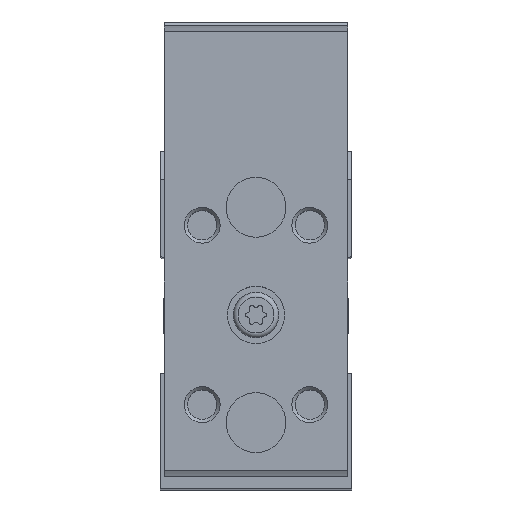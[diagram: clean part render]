
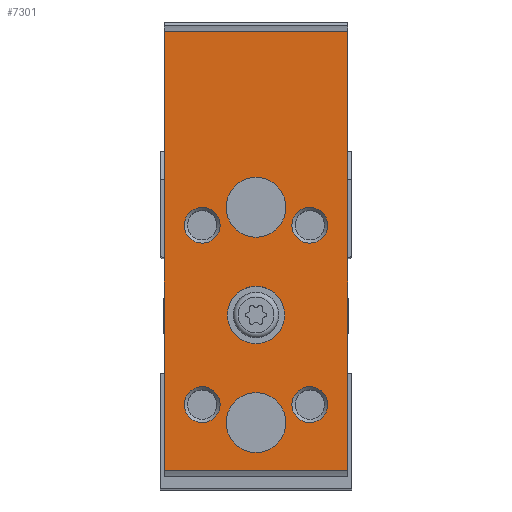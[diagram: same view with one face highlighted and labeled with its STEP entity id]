
A CAD part, top view. The second image highlights one B-rep face of the part: STEP entity #7301.
In plain terms, the highlighted planar face has unit normal (0, 0, 1).
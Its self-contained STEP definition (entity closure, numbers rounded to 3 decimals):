
#459=CIRCLE('',#7889,2.4);
#460=CIRCLE('',#7890,2.5);
#461=CIRCLE('',#7891,2.5);
#462=CIRCLE('',#7892,1.5);
#463=CIRCLE('',#7893,1.5);
#464=CIRCLE('',#7894,1.5);
#465=CIRCLE('',#7895,1.5);
#1580=ORIENTED_EDGE('',*,*,#2734,.T.);
#1581=ORIENTED_EDGE('',*,*,#2735,.T.);
#1582=ORIENTED_EDGE('',*,*,#2736,.T.);
#1583=ORIENTED_EDGE('',*,*,#2737,.F.);
#1584=ORIENTED_EDGE('',*,*,#2738,.F.);
#1585=ORIENTED_EDGE('',*,*,#2739,.F.);
#1586=ORIENTED_EDGE('',*,*,#2740,.F.);
#1587=ORIENTED_EDGE('',*,*,#2741,.T.);
#1588=ORIENTED_EDGE('',*,*,#2742,.F.);
#1589=ORIENTED_EDGE('',*,*,#2743,.F.);
#1590=ORIENTED_EDGE('',*,*,#2744,.T.);
#2734=EDGE_CURVE('',#3409,#3409,#459,.T.);
#2735=EDGE_CURVE('',#3410,#3410,#460,.T.);
#2736=EDGE_CURVE('',#3411,#3411,#461,.T.);
#2737=EDGE_CURVE('',#3412,#3412,#462,.T.);
#2738=EDGE_CURVE('',#3413,#3413,#463,.T.);
#2739=EDGE_CURVE('',#3414,#3414,#464,.T.);
#2740=EDGE_CURVE('',#3415,#3415,#465,.T.);
#2741=EDGE_CURVE('',#3416,#3417,#3916,.T.);
#2742=EDGE_CURVE('',#3418,#3417,#3917,.T.);
#2743=EDGE_CURVE('',#3419,#3418,#3918,.T.);
#2744=EDGE_CURVE('',#3419,#3416,#3919,.T.);
#3409=VERTEX_POINT('',#11279);
#3410=VERTEX_POINT('',#11281);
#3411=VERTEX_POINT('',#11283);
#3412=VERTEX_POINT('',#11285);
#3413=VERTEX_POINT('',#11287);
#3414=VERTEX_POINT('',#11289);
#3415=VERTEX_POINT('',#11291);
#3416=VERTEX_POINT('',#11293);
#3417=VERTEX_POINT('',#11294);
#3418=VERTEX_POINT('',#11296);
#3419=VERTEX_POINT('',#11298);
#3916=LINE('',#11292,#4332);
#3917=LINE('',#11295,#4333);
#3918=LINE('',#11297,#4334);
#3919=LINE('',#11299,#4335);
#4332=VECTOR('',#9381,1000.);
#4333=VECTOR('',#9382,1000.);
#4334=VECTOR('',#9383,1000.);
#4335=VECTOR('',#9384,1000.);
#4758=EDGE_LOOP('',(#1580));
#4759=EDGE_LOOP('',(#1581));
#4760=EDGE_LOOP('',(#1582));
#4761=EDGE_LOOP('',(#1583));
#4762=EDGE_LOOP('',(#1584));
#4763=EDGE_LOOP('',(#1585));
#4764=EDGE_LOOP('',(#1586));
#4765=EDGE_LOOP('',(#1587,#1588,#1589,#1590));
#5326=FACE_BOUND('',#4758,.T.);
#5327=FACE_BOUND('',#4759,.T.);
#5328=FACE_BOUND('',#4760,.T.);
#5329=FACE_BOUND('',#4761,.T.);
#5330=FACE_BOUND('',#4762,.T.);
#5331=FACE_BOUND('',#4763,.T.);
#5332=FACE_BOUND('',#4764,.T.);
#5333=FACE_BOUND('',#4765,.T.);
#5679=PLANE('',#7888);
#7301=ADVANCED_FACE('',(#5326,#5327,#5328,#5329,#5330,#5331,#5332,#5333),
#5679,.F.);
#7888=AXIS2_PLACEMENT_3D('',#11277,#9365,#9366);
#7889=AXIS2_PLACEMENT_3D('',#11278,#9367,#9368);
#7890=AXIS2_PLACEMENT_3D('',#11280,#9369,#9370);
#7891=AXIS2_PLACEMENT_3D('',#11282,#9371,#9372);
#7892=AXIS2_PLACEMENT_3D('',#11284,#9373,#9374);
#7893=AXIS2_PLACEMENT_3D('',#11286,#9375,#9376);
#7894=AXIS2_PLACEMENT_3D('',#11288,#9377,#9378);
#7895=AXIS2_PLACEMENT_3D('',#11290,#9379,#9380);
#9365=DIRECTION('',(0.,0.,-1.));
#9366=DIRECTION('',(-1.,0.,0.));
#9367=DIRECTION('',(0.,0.,-1.));
#9368=DIRECTION('',(-1.,0.,0.));
#9369=DIRECTION('',(0.,0.,-1.));
#9370=DIRECTION('',(-1.,0.,0.));
#9371=DIRECTION('',(0.,0.,-1.));
#9372=DIRECTION('',(-1.,0.,0.));
#9373=DIRECTION('',(0.,0.,1.));
#9374=DIRECTION('',(1.,0.,0.));
#9375=DIRECTION('',(0.,0.,1.));
#9376=DIRECTION('',(1.,0.,0.));
#9377=DIRECTION('',(0.,0.,1.));
#9378=DIRECTION('',(1.,0.,0.));
#9379=DIRECTION('',(0.,0.,1.));
#9380=DIRECTION('',(1.,0.,0.));
#9381=DIRECTION('',(0.,-1.,0.));
#9382=DIRECTION('',(-1.,0.,0.));
#9383=DIRECTION('',(0.,-1.,0.));
#9384=DIRECTION('',(-1.,0.,0.));
#11277=CARTESIAN_POINT('',(7.65,38.,0.));
#11278=CARTESIAN_POINT('',(0.,13.5,0.));
#11279=CARTESIAN_POINT('',(-2.4,13.5,0.));
#11280=CARTESIAN_POINT('',(0.,4.5,0.));
#11281=CARTESIAN_POINT('',(-2.5,4.5,0.));
#11282=CARTESIAN_POINT('',(0.,22.5,0.));
#11283=CARTESIAN_POINT('',(-2.5,22.5,0.));
#11284=CARTESIAN_POINT('',(-4.5,21.,0.));
#11285=CARTESIAN_POINT('',(-3.,21.,0.));
#11286=CARTESIAN_POINT('',(4.5,21.,0.));
#11287=CARTESIAN_POINT('',(6.,21.,0.));
#11288=CARTESIAN_POINT('',(-4.5,6.,0.));
#11289=CARTESIAN_POINT('',(-3.,6.,0.));
#11290=CARTESIAN_POINT('',(4.5,6.,0.));
#11291=CARTESIAN_POINT('',(6.,6.,0.));
#11292=CARTESIAN_POINT('',(-7.65,38.,0.));
#11293=CARTESIAN_POINT('',(-7.65,37.192,0.));
#11294=CARTESIAN_POINT('',(-7.65,0.508,0.));
#11295=CARTESIAN_POINT('',(7.65,0.508,0.));
#11296=CARTESIAN_POINT('',(7.65,0.508,0.));
#11297=CARTESIAN_POINT('',(7.65,38.,0.));
#11298=CARTESIAN_POINT('',(7.65,37.192,0.));
#11299=CARTESIAN_POINT('',(7.65,37.192,0.));
